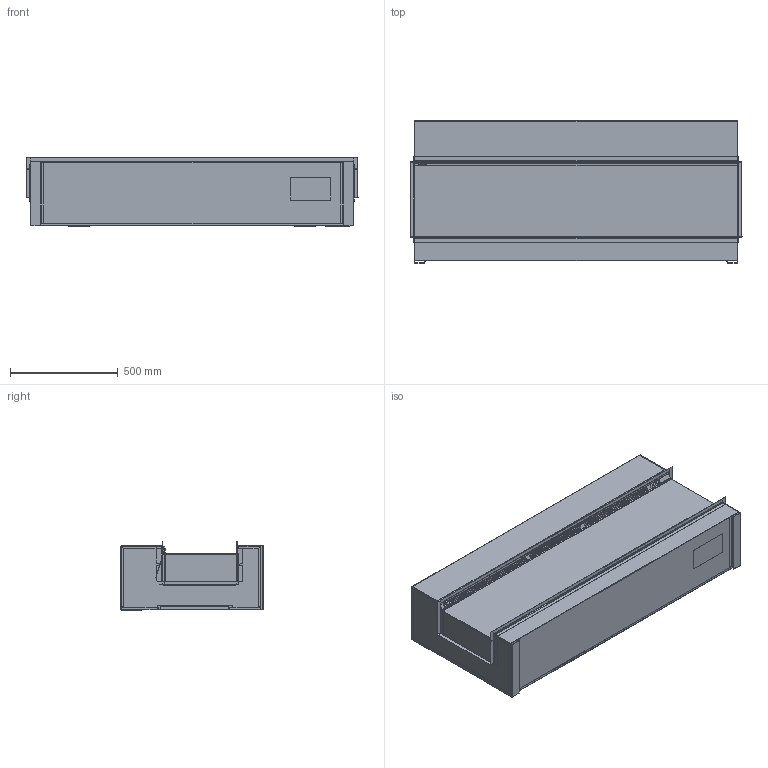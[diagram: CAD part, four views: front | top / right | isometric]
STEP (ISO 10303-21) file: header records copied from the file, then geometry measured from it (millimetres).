
FILE_DESCRIPTION (( 'STEP AP214' ), '1' );
FILE_NAME ('Dimplex Vivente 150 (3 Sided).STEP', '2023-05-10T13:29:00', ( '' ), ( '' ), 'SwSTEP 2.0', 'SolidWorks 2022', '' );
FILE_SCHEMA (( 'AUTOMOTIVE_DESIGN' ));
Length unit declared in the file: millimetre
Products named in the file (1): Dimplex Vivente 150 (3 Sided)
Bounding box: 1541.4 x 662 x 319.65 mm (x, y, z)
Volume: 13126580.1 mm3; surface area: 10568264.4 mm2
Topology: 25 solids, 25 shells, 2752 faces, 7478 edges, 4473 vertices
Faces by surface type: plane 2303, cylinder 397, torus 36, bspline 8, sphere 6, cone 2
Entity records: 85352 total; most frequent: CARTESIAN_POINT 15068, ORIENTED_EDGE 14942, DIRECTION 14380, EDGE_CURVE 7471, LINE 5948, VECTOR 5948, VERTEX_POINT 4472, AXIS2_PLACEMENT_3D 4216
